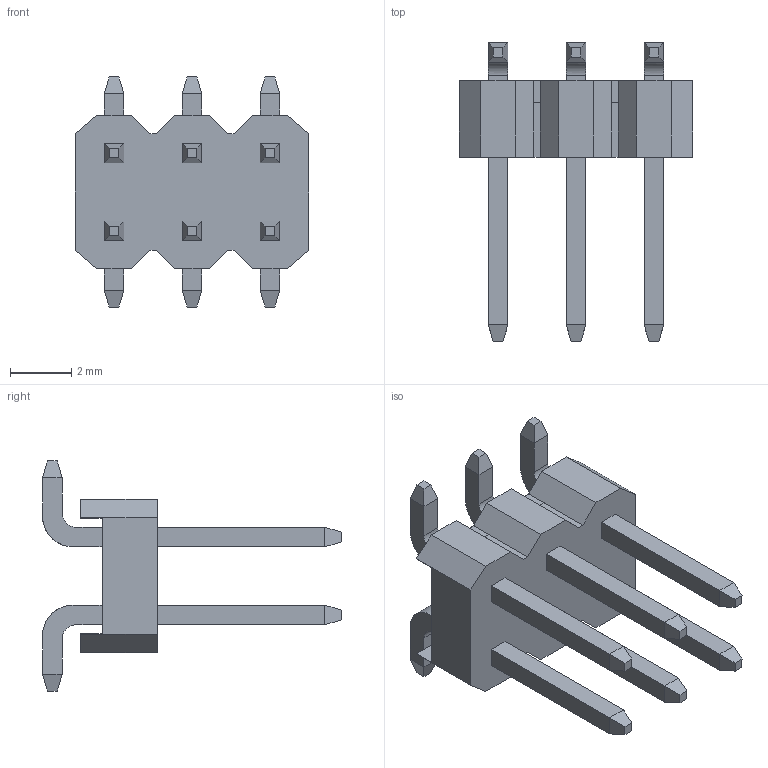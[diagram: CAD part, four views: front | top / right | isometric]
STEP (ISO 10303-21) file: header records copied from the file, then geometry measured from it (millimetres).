
FILE_DESCRIPTION (( 'STEP AP214' ), '1' );
FILE_NAME ('User Library-pin_header_a-sl254-dg-g06mp1.STEP', '2017-12-17T09:22:07', ( '' ), ( '' ), 'SwSTEP 2.0', 'SolidWorks 2018', '' );
FILE_SCHEMA (( 'AUTOMOTIVE_DESIGN' ));
Length unit declared in the file: millimetre
Products named in the file (1): User Library-pin_header_a-sl254-dg-g06mp1
Bounding box: 7.62 x 9.74 x 7.5 mm (x, y, z)
Volume: 91.2 mm3; surface area: 283.7 mm2
Topology: 1 solids, 1 shells, 162 faces, 396 edges, 248 vertices
Faces by surface type: plane 150, cylinder 12
Entity records: 5262 total; most frequent: CARTESIAN_POINT 1347, ORIENTED_EDGE 792, DIRECTION 603, EDGE_CURVE 396, LINE 277, VECTOR 277, VERTEX_POINT 248, EDGE_LOOP 174
